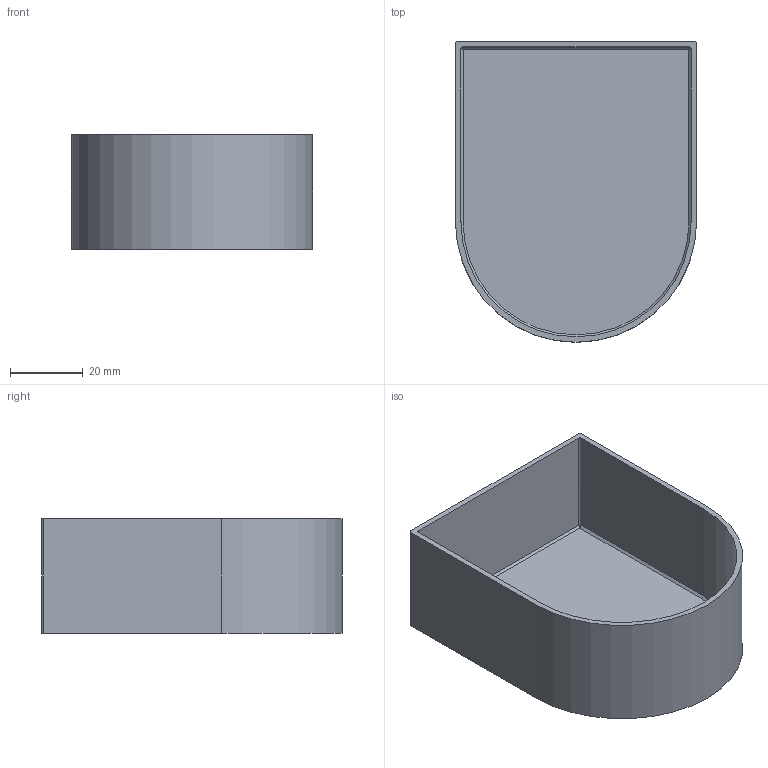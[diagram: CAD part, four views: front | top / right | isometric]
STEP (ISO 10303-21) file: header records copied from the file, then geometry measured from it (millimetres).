
FILE_DESCRIPTION(('FreeCAD Model'),'2;1');
FILE_NAME('Open CASCADE Shape Model','2024-11-10T12:29:12',(''),(''), 'Open CASCADE STEP processor 7.7','FreeCAD','Unknown');
FILE_SCHEMA(('AUTOMOTIVE_DESIGN { 1 0 10303 214 1 1 1 1 }'));
Length unit declared in the file: millimetre
Products named in the file (1): cap
Bounding box: 66.5 x 82.91 x 31.5 mm (x, y, z)
Volume: 19526 mm3; surface area: 26260.3 mm2
Topology: 1 solids, 1 shells, 23 faces, 52 edges, 32 vertices
Faces by surface type: plane 14, cylinder 6, bspline 2, cone 1
Entity records: 684 total; most frequent: CARTESIAN_POINT 151, ORIENTED_EDGE 104, DIRECTION 102, EDGE_CURVE 52, LINE 36, VECTOR 36, AXIS2_PLACEMENT_3D 33, VERTEX_POINT 32
